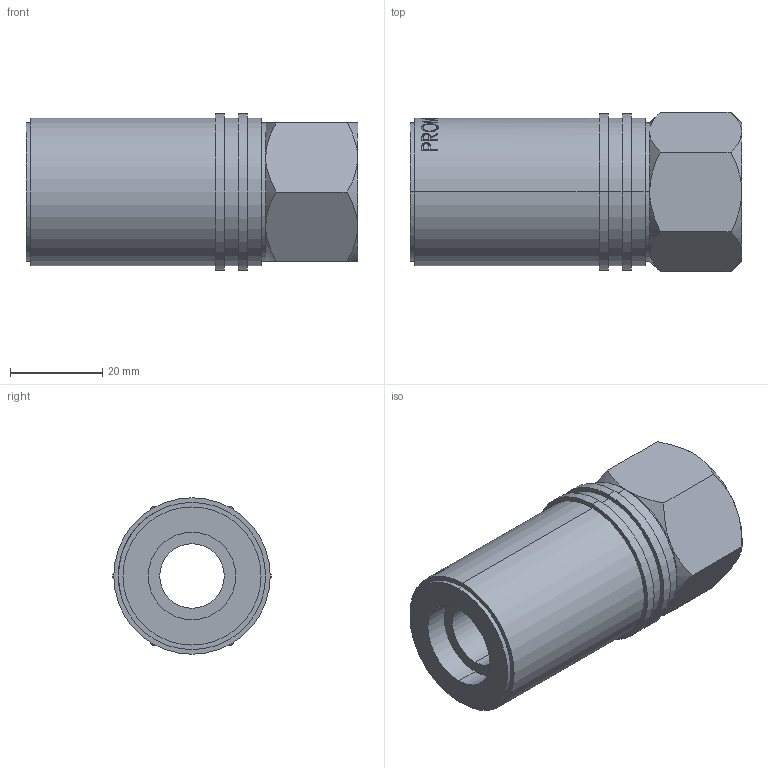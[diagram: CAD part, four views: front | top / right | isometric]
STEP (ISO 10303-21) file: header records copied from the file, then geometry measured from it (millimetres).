
FILE_DESCRIPTION (( 'STEP AP203' ), '1' );
FILE_NAME ('e8d8.STEP', '2022-07-27T16:01:05', ( '' ), ( '' ), 'SwSTEP 2.0', 'SolidWorks 2019', '' );
FILE_SCHEMA (( 'CONFIG_CONTROL_DESIGN' ));
Length unit declared in the file: millimetre
Products named in the file (1): e8d8
Bounding box: 72 x 34.64 x 34 mm (x, y, z)
Volume: 43098.9 mm3; surface area: 12608.9 mm2
Topology: 1 solids, 1 shells, 135 faces, 330 edges, 214 vertices
Faces by surface type: plane 48, bspline 42, cylinder 29, cone 16
Entity records: 8891 total; most frequent: CARTESIAN_POINT 5982, ORIENTED_EDGE 660, DIRECTION 452, EDGE_CURVE 330, VERTEX_POINT 214, AXIS2_PLACEMENT_3D 188, B_SPLINE_CURVE_WITH_KNOTS 160, EDGE_LOOP 154
